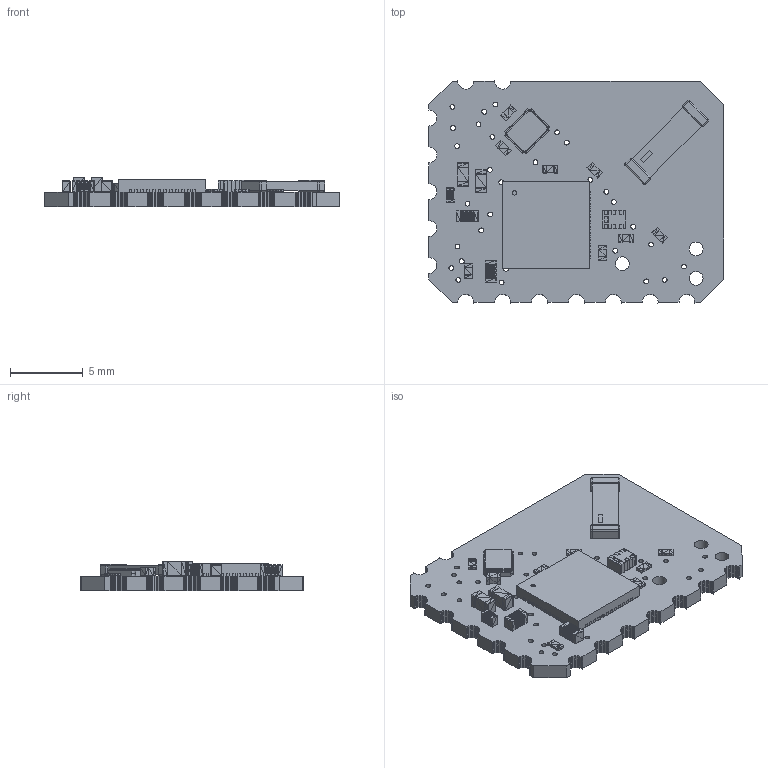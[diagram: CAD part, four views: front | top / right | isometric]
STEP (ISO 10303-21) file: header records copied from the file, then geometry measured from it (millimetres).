
FILE_DESCRIPTION(('for SolidWorks'),'2;1');
FILE_NAME('BLE.step','2014-08-10T04:50:13',('chris'),(''), 'Open CASCADE STEP processor 6.6','Diptrace','Unknown');
FILE_SCHEMA(('AUTOMOTIVE_DESIGN { 1 0 10303 214 1 1 1 1 }'));
Length unit declared in the file: millimetre
Products named in the file (11): PCB; Board; Model_2; Model_4; Model_6; Model_8; res_0402; cap_0402; cap_0603; ind_0603; ind_0402
Assembly tree (18 placements, depth 2):
  PCB
    Board
    Model_2
    Model_4
    Model_6
    Model_8
    res_0402  x7
    cap_0402
    cap_0603  x2
    ind_0603  x2
    ind_0402
Bounding box: 20.33 x 15.41 x 2.01 mm (x, y, z)
Volume: 289.7 mm3; surface area: 932.9 mm2
Topology: 1 solids, 18 shells, 3023 faces, 5787 edges, 2782 vertices
Faces by surface type: plane 2643, bspline 226, cylinder 154
Full cylindrical faces by diameter (mm): 0.33 x68, 0.95 x3
Entity records: 59032 total; most frequent: CARTESIAN_POINT 9985, ORIENTED_EDGE 8094, DIRECTION 7195, EDGE_CURVE 4047, LINE 3235, VECTOR 3235, VERTEX_POINT 2194, FACE_BOUND 2027
